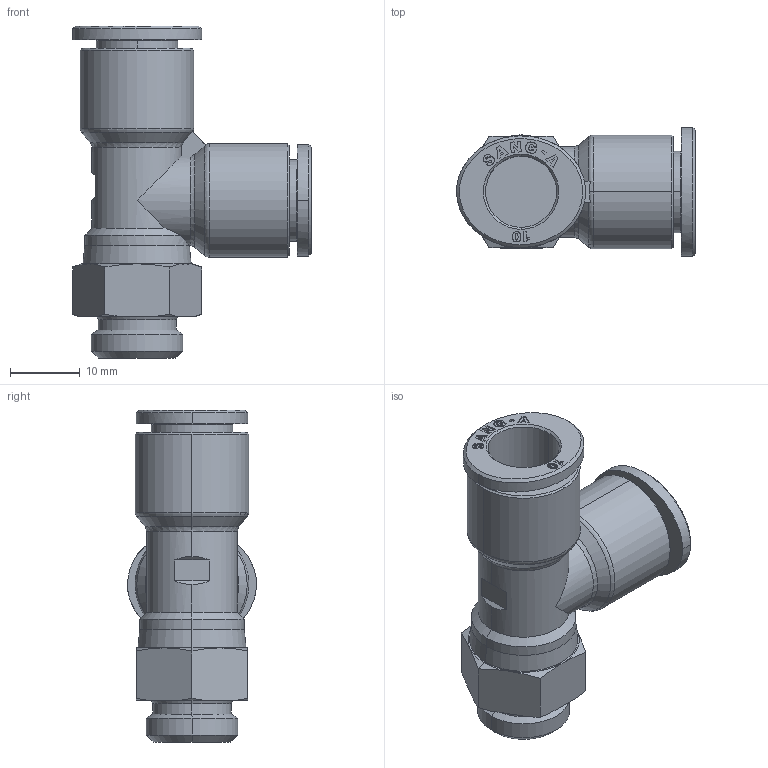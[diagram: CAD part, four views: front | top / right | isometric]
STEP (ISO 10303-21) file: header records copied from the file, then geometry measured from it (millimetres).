
FILE_DESCRIPTION((''),'2;1');
FILE_NAME('GPST 10G02(3D).stp','2012-12-26T18:43:06',(''),(''),'Mechanical Desktop.R8.0.24.0','Mechanical Desktop.R8.0.24.0',', , ');
FILE_SCHEMA(('CONFIG_CONTROL_DESIGN'));
Length unit declared in the file: millimetre
Products named in the file (2): GPST 10G02(3D); 睡ヶ1
Assembly tree (1 placements, depth 2):
  GPST 10G02(3D)
    睡ヶ1
Bounding box: 34.25 x 18.5 x 47.6 mm (x, y, z)
Volume: 8229.1 mm3; surface area: 5817.1 mm2
Topology: 1 solids, 1 shells, 876 faces, 2489 edges, 1645 vertices
Faces by surface type: plane 780, cone 46, cylinder 26, bspline 20, torus 4
Entity records: 29034 total; most frequent: CARTESIAN_POINT 6300, ORIENTED_EDGE 4974, DIRECTION 4241, EDGE_CURVE 2487, VECTOR 2285, LINE 2285, VERTEX_POINT 1645, AXIS2_PLACEMENT_3D 978
